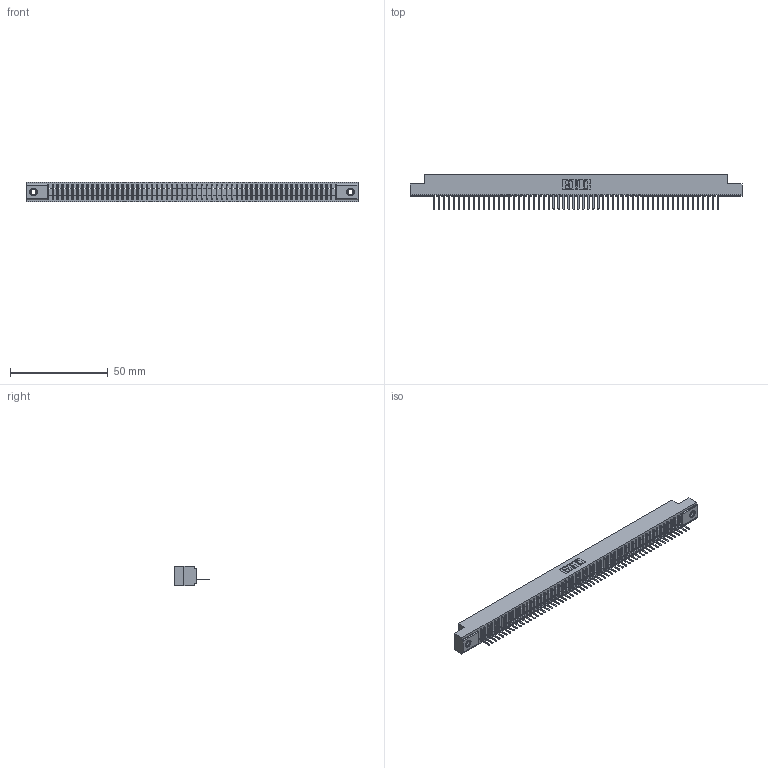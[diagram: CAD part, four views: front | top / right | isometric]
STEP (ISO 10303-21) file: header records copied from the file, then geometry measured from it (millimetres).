
FILE_DESCRIPTION (( 'STEP AP203' ), '1' );
FILE_NAME ('391-058-521-107.STEP', '2018-08-09T11:43:38', ( '' ), ( '' ), 'SwSTEP 2.0', 'SolidWorks 2016', '' );
FILE_SCHEMA (( 'CONFIG_CONTROL_DESIGN' ));
Length unit declared in the file: inch
Products named in the file (4): 341 Part_.156 (3.96) Dia Mounting Holes; 341-292-001_341-292-121; 345-250-001_345-250-005-103; 391-058-521-107
Assembly tree (61 placements, depth 2):
  391-058-521-107
    341 Part_.156 (3.96) Dia Mounting Holes
    341-292-001_341-292-121  x58
    345-250-001_345-250-005-103  x2
Bounding box: 169.54 x 17.7 x 10.16 mm (x, y, z)
Volume: 12149.6 mm3; surface area: 19474.7 mm2
Topology: 61 solids, 61 shells, 4932 faces, 14198 edges, 9106 vertices
Faces by surface type: plane 3058, cylinder 1626, sphere 118, torus 118, cone 12
Entity records: 67390 total; most frequent: CARTESIAN_POINT 11435, ORIENTED_EDGE 11416, DIRECTION 11036, EDGE_CURVE 5708, LINE 4626, VECTOR 4626, VERTEX_POINT 3604, AXIS2_PLACEMENT_3D 3205
